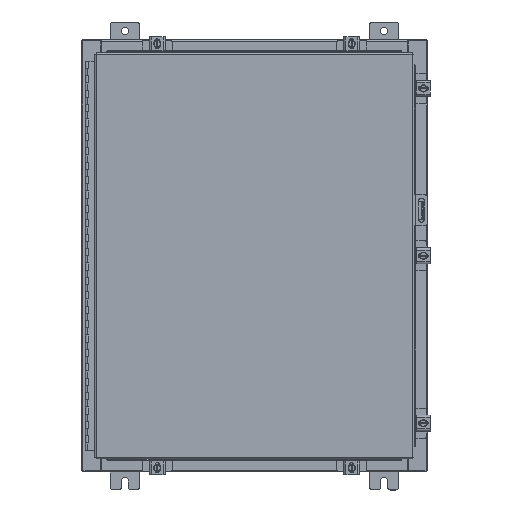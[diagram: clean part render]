
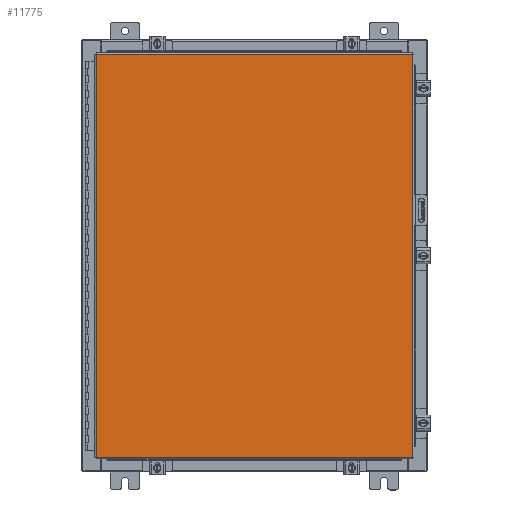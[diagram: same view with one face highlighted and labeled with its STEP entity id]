
A CAD part, top view. The second image highlights one B-rep face of the part: STEP entity #11775.
In plain terms, the highlighted planar face has unit normal (0, 0, 1).
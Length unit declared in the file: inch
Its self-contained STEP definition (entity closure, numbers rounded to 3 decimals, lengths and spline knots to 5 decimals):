
#147 = CARTESIAN_POINT ( 'NONE',  ( 10.9903, 14.0063, 0. ) ) ;
#898 = LINE ( 'NONE', #33983, #15507 ) ;
#1748 = VERTEX_POINT ( 'NONE', #33797 ) ;
#2654 = LINE ( 'NONE', #31669, #9522 ) ;
#3796 = EDGE_CURVE ( 'NONE', #9666, #23939, #2654, .T. ) ;
#4827 = VECTOR ( 'NONE', #8976, 39.37008 ) ;
#6013 = CARTESIAN_POINT ( 'NONE',  ( -10.9903, -14.0063, 0. ) ) ;
#6462 = EDGE_CURVE ( 'NONE', #23939, #1748, #13540, .T. ) ;
#7093 = EDGE_LOOP ( 'NONE', ( #15624, #18468, #17338, #9030 ) ) ;
#8225 = DIRECTION ( 'NONE',  ( 0., -1., 0. ) ) ;
#8976 = DIRECTION ( 'NONE',  ( 1., 0., 0. ) ) ;
#9030 = ORIENTED_EDGE ( 'NONE', *, *, #3796, .T. ) ;
#9522 = VECTOR ( 'NONE', #8225, 39.37008 ) ;
#9577 = CARTESIAN_POINT ( 'NONE',  ( -10.9903, 14.0063, 0. ) ) ;
#9666 = VERTEX_POINT ( 'NONE', #9577 ) ;
#9908 = DIRECTION ( 'NONE',  ( -1., 0., 0. ) ) ;
#11775 = ADVANCED_FACE ( 'NONE', ( #27002 ), #15650, .F. ) ;
#13540 = LINE ( 'NONE', #6013, #4827 ) ;
#14327 = EDGE_CURVE ( 'NONE', #1748, #22404, #23550, .T. ) ;
#15507 = VECTOR ( 'NONE', #22552, 39.37008 ) ;
#15624 = ORIENTED_EDGE ( 'NONE', *, *, #6462, .T. ) ;
#15650 = PLANE ( 'NONE',  #28026 ) ;
#17338 = ORIENTED_EDGE ( 'NONE', *, *, #22203, .T. ) ;
#18468 = ORIENTED_EDGE ( 'NONE', *, *, #14327, .T. ) ;
#21563 = CARTESIAN_POINT ( 'NONE',  ( 0., 0., 0. ) ) ;
#22203 = EDGE_CURVE ( 'NONE', #22404, #9666, #898, .T. ) ;
#22404 = VERTEX_POINT ( 'NONE', #147 ) ;
#22552 = DIRECTION ( 'NONE',  ( -1., 0., 0. ) ) ;
#23550 = LINE ( 'NONE', #30369, #37307 ) ;
#23939 = VERTEX_POINT ( 'NONE', #27483 ) ;
#27002 = FACE_OUTER_BOUND ( 'NONE', #7093, .T. ) ;
#27430 = DIRECTION ( 'NONE',  ( 0., 0., -1. ) ) ;
#27483 = CARTESIAN_POINT ( 'NONE',  ( -10.9903, -14.0063, 0. ) ) ;
#28026 = AXIS2_PLACEMENT_3D ( 'NONE', #21563, #27430, #9908 ) ;
#30369 = CARTESIAN_POINT ( 'NONE',  ( 10.9903, -14.0063, 0. ) ) ;
#31669 = CARTESIAN_POINT ( 'NONE',  ( -10.9903, 14.0063, 0. ) ) ;
#33336 = DIRECTION ( 'NONE',  ( 0., 1., 0. ) ) ;
#33797 = CARTESIAN_POINT ( 'NONE',  ( 10.9903, -14.0063, 0. ) ) ;
#33983 = CARTESIAN_POINT ( 'NONE',  ( 10.9903, 14.0063, 0. ) ) ;
#37307 = VECTOR ( 'NONE', #33336, 39.37008 ) ;
